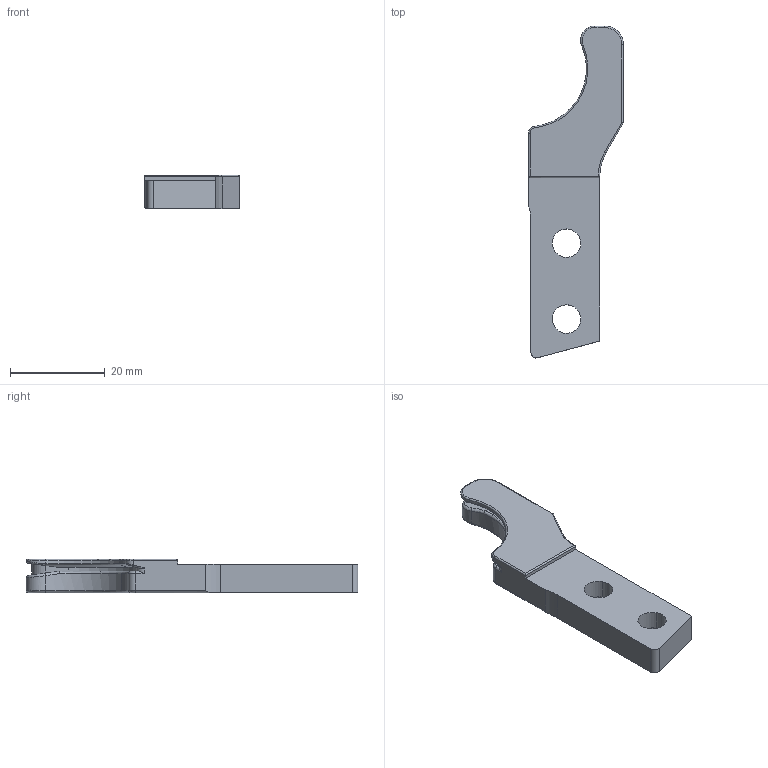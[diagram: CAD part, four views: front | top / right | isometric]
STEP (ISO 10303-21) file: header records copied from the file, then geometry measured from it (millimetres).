
FILE_DESCRIPTION(('CATIA V5 STEP Exchange'),'2;1');
FILE_NAME('94182634_C3C_001.stp','2012-09-11T09:32:42+00:00',('none'),('none'),'CATIA Version 5 Release 19 SP 9 (IN-10)','CATIA V5 STEP AP203','none');
FILE_SCHEMA(('CONFIG_CONTROL_DESIGN'));
Length unit declared in the file: millimetre
Products named in the file (1): 94182634_C3C_001_01 Zangeneinsatz__S4 1810LIGHT OT -0.4 9mm_
Bounding box: 20 x 70 x 7 mm (x, y, z)
Volume: 5224.8 mm3; surface area: 3052.4 mm2
Topology: 1 solids, 1 shells, 77 faces, 193 edges, 117 vertices
Faces by surface type: cylinder 32, plane 18, torus 12, bspline 8, cone 6, sphere 1
Entity records: 2673 total; most frequent: CARTESIAN_POINT 948, ORIENTED_EDGE 384, DIRECTION 272, EDGE_CURVE 192, AXIS2_PLACEMENT_3D 134, VERTEX_POINT 117, EDGE_LOOP 81, VECTOR 79
